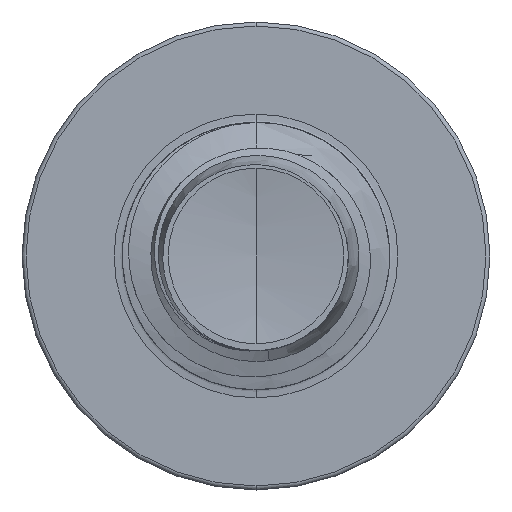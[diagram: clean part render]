
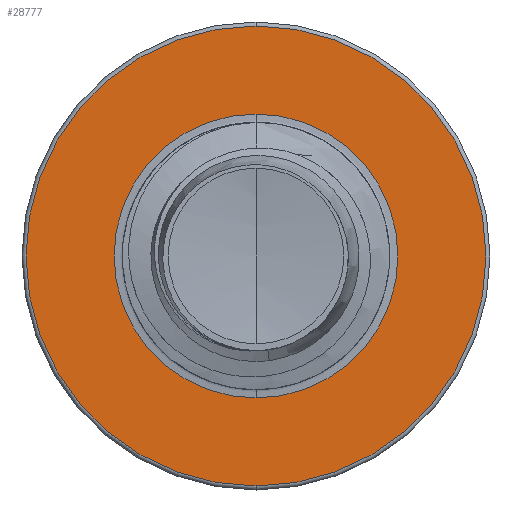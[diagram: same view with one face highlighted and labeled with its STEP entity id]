
A CAD part, front view. The second image highlights one B-rep face of the part: STEP entity #28777.
In plain terms, the highlighted planar face has unit normal (0, -1, 0).
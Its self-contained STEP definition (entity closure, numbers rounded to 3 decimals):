
#278 = CARTESIAN_POINT ( 'NONE',  ( 0., 20., 0. ) ) ;
#647 = EDGE_CURVE ( 'NONE', #31831, #11396, #23735, .T. ) ;
#1040 = CARTESIAN_POINT ( 'NONE',  ( 0., 20., -5.16 ) ) ;
#1764 = EDGE_CURVE ( 'NONE', #11396, #31831, #11863, .T. ) ;
#3229 = DIRECTION ( 'NONE',  ( 0., 0., 1. ) ) ;
#3276 = FACE_OUTER_BOUND ( 'NONE', #26379, .T. ) ;
#4200 = ORIENTED_EDGE ( 'NONE', *, *, #647, .T. ) ;
#5106 = DIRECTION ( 'NONE',  ( 0., 1., 0. ) ) ;
#8939 = ORIENTED_EDGE ( 'NONE', *, *, #11649, .F. ) ;
#8982 = EDGE_CURVE ( 'NONE', #9630, #12583, #28889, .T. ) ;
#9074 = EDGE_LOOP ( 'NONE', ( #23808, #4200 ) ) ;
#9630 = VERTEX_POINT ( 'NONE', #1040 ) ;
#9826 = AXIS2_PLACEMENT_3D ( 'NONE', #22766, #5106, #25582 ) ;
#10679 = AXIS2_PLACEMENT_3D ( 'NONE', #24641, #13044, #32862 ) ;
#11396 = VERTEX_POINT ( 'NONE', #32830 ) ;
#11649 = EDGE_CURVE ( 'NONE', #12583, #9630, #26735, .T. ) ;
#11863 = CIRCLE ( 'NONE', #27265, 3.186 ) ;
#12583 = VERTEX_POINT ( 'NONE', #33220 ) ;
#13044 = DIRECTION ( 'NONE',  ( 0., 1., 0. ) ) ;
#13224 = DIRECTION ( 'NONE',  ( 0., 0., 1. ) ) ;
#13261 = AXIS2_PLACEMENT_3D ( 'NONE', #278, #20893, #3229 ) ;
#13618 = CARTESIAN_POINT ( 'NONE',  ( 0., 20., 0. ) ) ;
#13649 = DIRECTION ( 'NONE',  ( 0., 1., 0. ) ) ;
#16143 = DIRECTION ( 'NONE',  ( 0., 0., 1. ) ) ;
#16173 = DIRECTION ( 'NONE',  ( 0., 1., 0. ) ) ;
#16186 = CARTESIAN_POINT ( 'NONE',  ( 0., 20., 0. ) ) ;
#20893 = DIRECTION ( 'NONE',  ( 0., 1., 0. ) ) ;
#22766 = CARTESIAN_POINT ( 'NONE',  ( 0., 20., 0. ) ) ;
#23735 = CIRCLE ( 'NONE', #31577, 3.186 ) ;
#23808 = ORIENTED_EDGE ( 'NONE', *, *, #1764, .T. ) ;
#24641 = CARTESIAN_POINT ( 'NONE',  ( 0., 20., -3.186 ) ) ;
#25582 = DIRECTION ( 'NONE',  ( 0., 0., 1. ) ) ;
#26379 = EDGE_LOOP ( 'NONE', ( #8939, #30997 ) ) ;
#26735 = CIRCLE ( 'NONE', #9826, 5.16 ) ;
#27265 = AXIS2_PLACEMENT_3D ( 'NONE', #16186, #16173, #16143 ) ;
#27657 = CARTESIAN_POINT ( 'NONE',  ( 0., 20., -3.186 ) ) ;
#28777 = ADVANCED_FACE ( 'NONE', ( #3276, #32114 ), #32748, .F. ) ;
#28889 = CIRCLE ( 'NONE', #13261, 5.16 ) ;
#30997 = ORIENTED_EDGE ( 'NONE', *, *, #8982, .F. ) ;
#31577 = AXIS2_PLACEMENT_3D ( 'NONE', #13618, #13649, #13224 ) ;
#31831 = VERTEX_POINT ( 'NONE', #27657 ) ;
#32114 = FACE_BOUND ( 'NONE', #9074, .T. ) ;
#32748 = PLANE ( 'NONE',  #10679 ) ;
#32830 = CARTESIAN_POINT ( 'NONE',  ( 0., 20., 3.186 ) ) ;
#32862 = DIRECTION ( 'NONE',  ( 0., 0., 1. ) ) ;
#33220 = CARTESIAN_POINT ( 'NONE',  ( 0., 20., 5.16 ) ) ;
